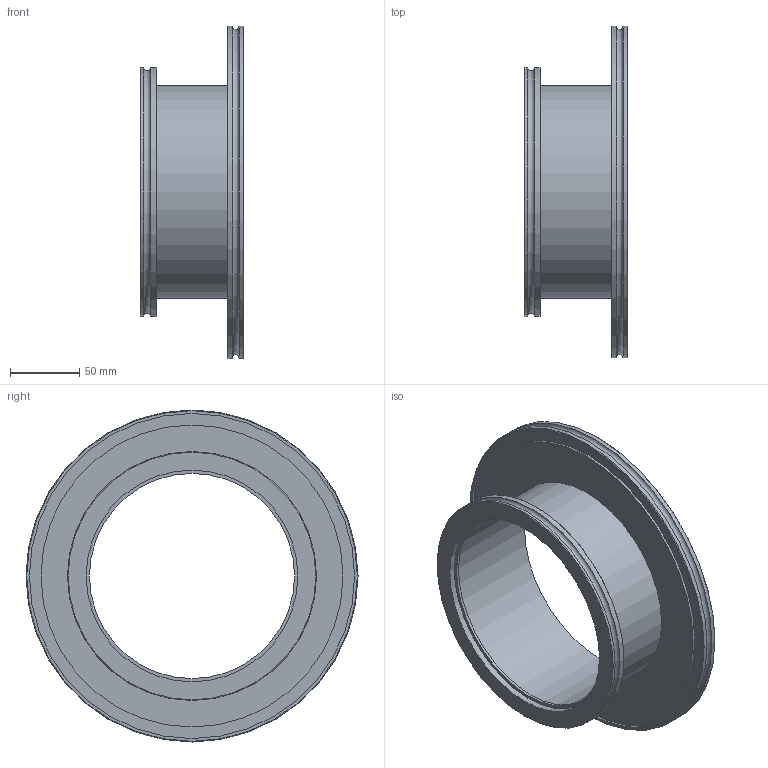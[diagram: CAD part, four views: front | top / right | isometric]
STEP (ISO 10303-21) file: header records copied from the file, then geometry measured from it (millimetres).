
FILE_DESCRIPTION(/* description */ (''),/* implementation_level */ '2;1');
FILE_NAME(/* name */ 'FL-SR200-160LF.stp',/* time_stamp */ '2019-04-10T14:38:14+01:00',/* author */ ('paul'),/* organization */ (''),/* preprocessor_version */ 'ST-DEVELOPER v18',/* originating_system */ 'Autodesk Inventor 2020',/* authorisation */ '');
FILE_SCHEMA (('AUTOMOTIVE_DESIGN { 1 0 10303 214 3 1 1 }'));
Length unit declared in the file: millimetre
Products named in the file (4): FL-SR200-160LF; FL-200LF; FL-160LF-W154; tube
Assembly tree (3 placements, depth 2):
  FL-SR200-160LF
    FL-200LF
    FL-160LF-W154
    tube
Bounding box: 75 x 240 x 240 mm (x, y, z)
Volume: 426227.4 mm3; surface area: 177211.9 mm2
Topology: 3 solids, 3 shells, 40 faces, 97 edges, 71 vertices
Faces by surface type: cylinder 16, plane 14, torus 6, cone 4
Full cylindrical faces by diameter (mm): 148.3 x1, 150 x1, 153 x1, 154 x2, 154.2 x1, 163 x1, 175 x1, 180 x2, 203.5 x1, 213 x1, 218.3 x1, 235 x1, 240 x2
Entity records: 1414 total; most frequent: DIRECTION 268, CARTESIAN_POINT 215, ORIENTED_EDGE 194, AXIS2_PLACEMENT_3D 124, EDGE_CURVE 97, CIRCLE 77, VERTEX_POINT 71, EDGE_LOOP 54
